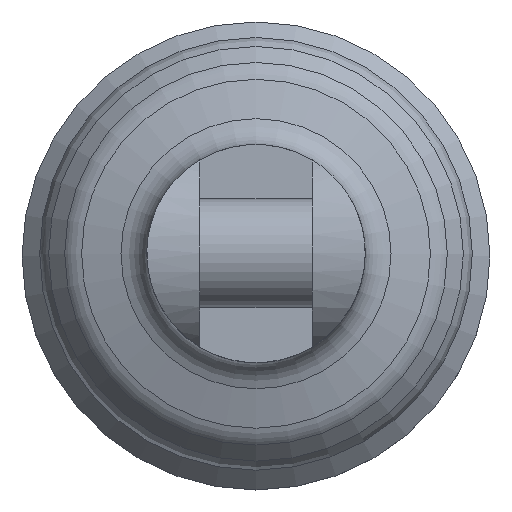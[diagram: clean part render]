
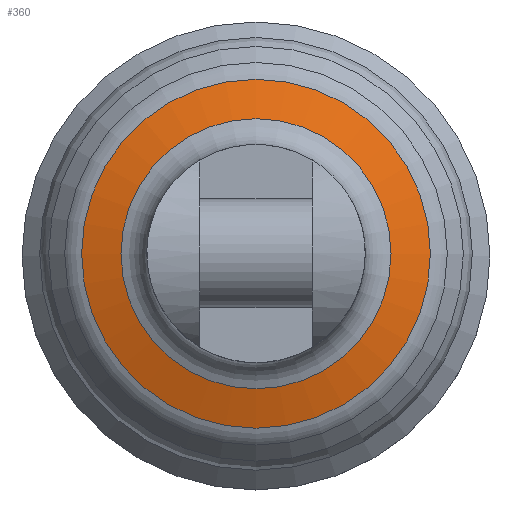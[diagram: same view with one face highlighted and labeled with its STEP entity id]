
A CAD part, top view. The second image highlights one B-rep face of the part: STEP entity #360.
In plain terms, the highlighted conical face has half-angle 73.268 degrees and reference radius 50.687 mm.
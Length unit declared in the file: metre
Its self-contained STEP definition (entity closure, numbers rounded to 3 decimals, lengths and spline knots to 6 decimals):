
#18=CONICAL_SURFACE('',#409,0.050687,1.279);
#91=ORIENTED_EDGE('',*,*,#173,.T.);
#92=ORIENTED_EDGE('',*,*,#174,.T.);
#173=EDGE_CURVE('',#214,#214,#237,.F.);
#174=EDGE_CURVE('',#215,#215,#238,.T.);
#214=VERTEX_POINT('',#661);
#215=VERTEX_POINT('',#663);
#237=CIRCLE('',#410,0.037121);
#238=CIRCLE('',#411,0.047943);
#260=EDGE_LOOP('',(#91));
#261=EDGE_LOOP('',(#92));
#308=FACE_BOUND('',#260,.T.);
#309=FACE_BOUND('',#261,.T.);
#360=ADVANCED_FACE('',(#308,#309),#18,.T.);
#409=AXIS2_PLACEMENT_3D('',#659,#482,#483);
#410=AXIS2_PLACEMENT_3D('',#660,#484,#485);
#411=AXIS2_PLACEMENT_3D('',#662,#486,#487);
#482=DIRECTION('',(0.,0.,-1.));
#483=DIRECTION('',(-1.,0.,0.));
#484=DIRECTION('',(0.,0.,1.));
#485=DIRECTION('',(1.,0.,0.));
#486=DIRECTION('',(0.,0.,1.));
#487=DIRECTION('',(1.,0.,0.));
#659=CARTESIAN_POINT('',(0.,0.,-0.031855));
#660=CARTESIAN_POINT('',(0.,0.,-0.027776));
#661=CARTESIAN_POINT('',(0.037121,0.,-0.027776));
#662=CARTESIAN_POINT('',(0.,0.,-0.03103));
#663=CARTESIAN_POINT('',(0.047943,0.,-0.03103));
